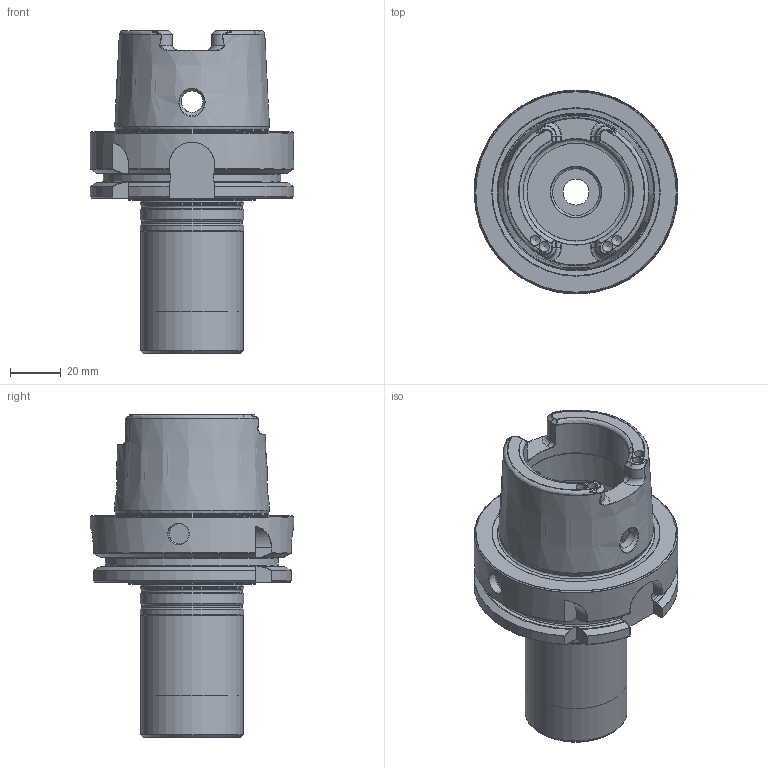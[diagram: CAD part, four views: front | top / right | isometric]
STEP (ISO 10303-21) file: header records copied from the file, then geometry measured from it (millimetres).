
FILE_DESCRIPTION(/* description */ (''),/* implementation_level */ '2;1');
FILE_NAME(/* name */ '458013250.stp',/* time_stamp */ '2021-01-08T12:41:39',/* author */ ('LRA'),/* organization */ ('REGO-FIX'),/* preprocessor_version */ ' Unknown',/* originating_system */ 'SIEMENS PLM Software Solid Edge ST10',/* authorization */ 'Unknown');
FILE_SCHEMA (('AUTOMOTIVE_DESIGN { 1 0 10303 214 2 1 1}'));
Length unit declared in the file: millimetre
Products named in the file (1): NOCUT
Bounding box: 80.3 x 80.3 x 127.2 mm (x, y, z)
Volume: 372940.4 mm3; surface area: 92060.6 mm2
Topology: 2 solids, 2 shells, 297 faces, 788 edges, 497 vertices
Faces by surface type: plane 92, cylinder 79, cone 78, torus 48
Full cylindrical faces by diameter (mm): 4 x8, 8.5 x6, 10 x2, 10.2 x2, 18.376 x2, 21 x2, 23.5 x2, 40 x2, 40.3 x1, 40.5 x3, 40.8 x3, 41.7 x2, 42 x2, 50 x2, 59.98 x1, 60.42 x1, 80 x1, 80.3 x1
Entity records: 10821 total; most frequent: CARTESIAN_POINT 2322, DIRECTION 1292, ORIENTED_EDGE 1230, EDGE_CURVE 615, AXIS2_PLACEMENT_3D 558, VERTEX_POINT 453, FACE_BOUND 436, EDGE_LOOP 428
